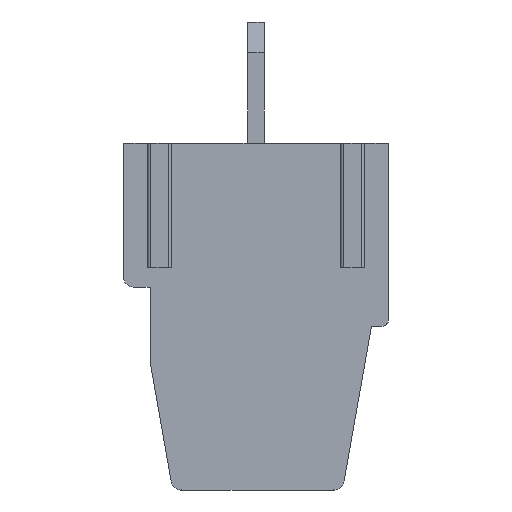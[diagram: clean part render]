
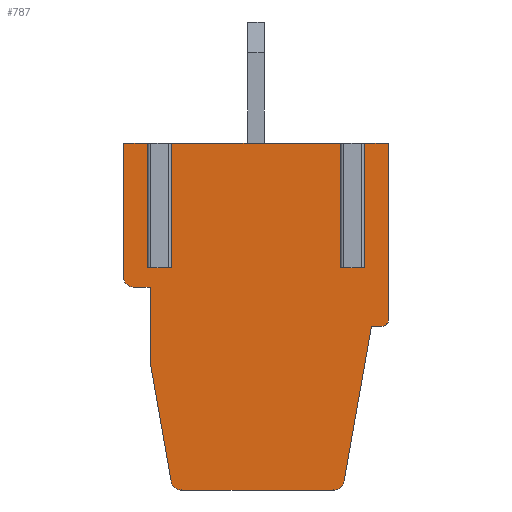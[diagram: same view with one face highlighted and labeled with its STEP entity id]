
A CAD part, front view. The second image highlights one B-rep face of the part: STEP entity #787.
In plain terms, the highlighted planar face has unit normal (0, -1, 0).
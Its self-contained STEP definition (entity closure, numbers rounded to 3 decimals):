
#787 = ADVANCED_FACE( '', ( #1925 ), #1926, .F. );
#1925 = FACE_OUTER_BOUND( '', #3453, .T. );
#1926 = PLANE( '', #3454 );
#3453 = EDGE_LOOP( '', ( #5871, #5872, #5873, #5874, #5875, #5876, #5877, #5878, #5879, #5880, #5881, #5882, #5883, #5884, #5885, #5886, #5887, #5888, #5889, #5890, #5891 ) );
#3454 = AXIS2_PLACEMENT_3D( '', #5892, #5893, #5894 );
#5871 = ORIENTED_EDGE( '', *, *, #9989, .T. );
#5872 = ORIENTED_EDGE( '', *, *, #9990, .T. );
#5873 = ORIENTED_EDGE( '', *, *, #9941, .F. );
#5874 = ORIENTED_EDGE( '', *, *, #9991, .T. );
#5875 = ORIENTED_EDGE( '', *, *, #9992, .T. );
#5876 = ORIENTED_EDGE( '', *, *, #9454, .T. );
#5877 = ORIENTED_EDGE( '', *, *, #9993, .F. );
#5878 = ORIENTED_EDGE( '', *, *, #9878, .T. );
#5879 = ORIENTED_EDGE( '', *, *, #9994, .T. );
#5880 = ORIENTED_EDGE( '', *, *, #9498, .T. );
#5881 = ORIENTED_EDGE( '', *, *, #9995, .T. );
#5882 = ORIENTED_EDGE( '', *, *, #9996, .F. );
#5883 = ORIENTED_EDGE( '', *, *, #9997, .F. );
#5884 = ORIENTED_EDGE( '', *, *, #9998, .F. );
#5885 = ORIENTED_EDGE( '', *, *, #9331, .T. );
#5886 = ORIENTED_EDGE( '', *, *, #9999, .T. );
#5887 = ORIENTED_EDGE( '', *, *, #10000, .T. );
#5888 = ORIENTED_EDGE( '', *, *, #10001, .F. );
#5889 = ORIENTED_EDGE( '', *, *, #10002, .F. );
#5890 = ORIENTED_EDGE( '', *, *, #10003, .T. );
#5891 = ORIENTED_EDGE( '', *, *, #10004, .T. );
#5892 = CARTESIAN_POINT( '', ( 0.298, -45., -4.395 ) );
#5893 = DIRECTION( '', ( 0., 1., 0. ) );
#5894 = DIRECTION( '', ( -1., 0., 0. ) );
#9331 = EDGE_CURVE( '', #11260, #11257, #11261, .F. );
#9454 = EDGE_CURVE( '', #11469, #11471, #11473, .T. );
#9498 = EDGE_CURVE( '', #11557, #11555, #11558, .T. );
#9878 = EDGE_CURVE( '', #12202, #12200, #12203, .F. );
#9941 = EDGE_CURVE( '', #12303, #12305, #12306, .T. );
#9989 = EDGE_CURVE( '', #12379, #12380, #12381, .T. );
#9990 = EDGE_CURVE( '', #12380, #12305, #12382, .T. );
#9991 = EDGE_CURVE( '', #12303, #12383, #12384, .F. );
#9992 = EDGE_CURVE( '', #12383, #11469, #12385, .T. );
#9993 = EDGE_CURVE( '', #12202, #11471, #12386, .T. );
#9994 = EDGE_CURVE( '', #12200, #11557, #12387, .T. );
#9995 = EDGE_CURVE( '', #11555, #12388, #12389, .F. );
#9996 = EDGE_CURVE( '', #12390, #12388, #12391, .T. );
#9997 = EDGE_CURVE( '', #12392, #12390, #12393, .T. );
#9998 = EDGE_CURVE( '', #11260, #12392, #12394, .T. );
#9999 = EDGE_CURVE( '', #11257, #12395, #12396, .T. );
#10000 = EDGE_CURVE( '', #12395, #12397, #12398, .F. );
#10001 = EDGE_CURVE( '', #12399, #12397, #12400, .T. );
#10002 = EDGE_CURVE( '', #12401, #12399, #12402, .T. );
#10003 = EDGE_CURVE( '', #12401, #12403, #12404, .F. );
#10004 = EDGE_CURVE( '', #12403, #12379, #12405, .T. );
#11257 = VERTEX_POINT( '', #14092 );
#11260 = VERTEX_POINT( '', #14096 );
#11261 = CIRCLE( '', #14097, 0.298 );
#11469 = VERTEX_POINT( '', #14405 );
#11471 = VERTEX_POINT( '', #14407 );
#11473 = LINE( '', #14409, #14410 );
#11555 = VERTEX_POINT( '', #14533 );
#11557 = VERTEX_POINT( '', #14536 );
#11558 = LINE( '', #14537, #14538 );
#12200 = VERTEX_POINT( '', #15501 );
#12202 = VERTEX_POINT( '', #15503 );
#12203 = LINE( '', #15504, #15505 );
#12303 = VERTEX_POINT( '', #15651 );
#12305 = VERTEX_POINT( '', #15653 );
#12306 = LINE( '', #15654, #15655 );
#12379 = VERTEX_POINT( '', #15770 );
#12380 = VERTEX_POINT( '', #15771 );
#12381 = LINE( '', #15772, #15773 );
#12382 = LINE( '', #15774, #15775 );
#12383 = VERTEX_POINT( '', #15776 );
#12384 = LINE( '', #15777, #15778 );
#12385 = LINE( '', #15779, #15780 );
#12386 = LINE( '', #15781, #15782 );
#12387 = LINE( '', #15783, #15784 );
#12388 = VERTEX_POINT( '', #15785 );
#12389 = CIRCLE( '', #15786, 0.298 );
#12390 = VERTEX_POINT( '', #15787 );
#12391 = LINE( '', #15788, #15789 );
#12392 = VERTEX_POINT( '', #15790 );
#12393 = LINE( '', #15791, #15792 );
#12394 = LINE( '', #15793, #15794 );
#12395 = VERTEX_POINT( '', #15795 );
#12396 = LINE( '', #15796, #15797 );
#12397 = VERTEX_POINT( '', #15798 );
#12398 = CIRCLE( '', #15799, 0.298 );
#12399 = VERTEX_POINT( '', #15800 );
#12400 = LINE( '', #15801, #15802 );
#12401 = VERTEX_POINT( '', #15803 );
#12402 = LINE( '', #15804, #15805 );
#12403 = VERTEX_POINT( '', #15806 );
#12404 = CIRCLE( '', #15807, 0.198 );
#12405 = LINE( '', #15808, #15809 );
#14092 = CARTESIAN_POINT( '', ( 1.748, -45., -10.6 ) );
#14096 = CARTESIAN_POINT( '', ( 1.451, -45., -10.317 ) );
#14097 = AXIS2_PLACEMENT_3D( '', #17905, #17906, #17907 );
#14405 = CARTESIAN_POINT( '', ( 1.47, -45., 0. ) );
#14407 = CARTESIAN_POINT( '', ( 1.47, -45., -3.8 ) );
#14409 = CARTESIAN_POINT( '', ( 1.47, -45., 0. ) );
#14410 = VECTOR( '', #18015, 1000. );
#14533 = CARTESIAN_POINT( '', ( 0., -45., -4.098 ) );
#14536 = CARTESIAN_POINT( '', ( 0., -45., 0. ) );
#14537 = CARTESIAN_POINT( '', ( 0., -45., 0. ) );
#14538 = VECTOR( '', #18058, 1000. );
#15501 = CARTESIAN_POINT( '', ( 0.73, -45., 0. ) );
#15503 = CARTESIAN_POINT( '', ( 0.73, -45., -3.8 ) );
#15504 = CARTESIAN_POINT( '', ( 0.73, -45., 0. ) );
#15505 = VECTOR( '', #18401, 1000. );
#15651 = CARTESIAN_POINT( '', ( 6.63, -45., -3.8 ) );
#15653 = CARTESIAN_POINT( '', ( 7.37, -45., -3.8 ) );
#15654 = CARTESIAN_POINT( '', ( 6.68, -45., -3.8 ) );
#15655 = VECTOR( '', #18462, 1000. );
#15770 = CARTESIAN_POINT( '', ( 8.096, -45., 0. ) );
#15771 = CARTESIAN_POINT( '', ( 7.37, -45., 0. ) );
#15772 = CARTESIAN_POINT( '', ( 3.497, -45., 0. ) );
#15773 = VECTOR( '', #18502, 1000. );
#15774 = CARTESIAN_POINT( '', ( 7.37, -45., 0. ) );
#15775 = VECTOR( '', #18503, 1000. );
#15776 = CARTESIAN_POINT( '', ( 6.63, -45., 0. ) );
#15777 = CARTESIAN_POINT( '', ( 6.63, -45., 0. ) );
#15778 = VECTOR( '', #18504, 1000. );
#15779 = CARTESIAN_POINT( '', ( 3.497, -45., 0. ) );
#15780 = VECTOR( '', #18505, 1000. );
#15781 = CARTESIAN_POINT( '', ( 0.78, -45., -3.8 ) );
#15782 = VECTOR( '', #18506, 1000. );
#15783 = CARTESIAN_POINT( '', ( 3.497, -45., 0. ) );
#15784 = VECTOR( '', #18507, 1000. );
#15785 = CARTESIAN_POINT( '', ( 0.298, -45., -4.395 ) );
#15786 = AXIS2_PLACEMENT_3D( '', #18508, #18509, #18510 );
#15787 = CARTESIAN_POINT( '', ( 0.814, -45., -4.395 ) );
#15788 = CARTESIAN_POINT( '', ( 0.814, -45., -4.395 ) );
#15789 = VECTOR( '', #18511, 1000. );
#15790 = CARTESIAN_POINT( '', ( 0.814, -45., -6.704 ) );
#15791 = CARTESIAN_POINT( '', ( 0.814, -45., -6.704 ) );
#15792 = VECTOR( '', #18512, 1000. );
#15793 = CARTESIAN_POINT( '', ( 1.498, -45., -10.587 ) );
#15794 = VECTOR( '', #18513, 1000. );
#15795 = CARTESIAN_POINT( '', ( 6.448, -45., -10.6 ) );
#15796 = CARTESIAN_POINT( '', ( 4.098, -45., -10.6 ) );
#15797 = VECTOR( '', #18514, 1000. );
#15798 = CARTESIAN_POINT( '', ( 6.745, -45., -10.317 ) );
#15799 = AXIS2_PLACEMENT_3D( '', #18515, #18516, #18517 );
#15800 = CARTESIAN_POINT( '', ( 7.577, -45., -5.596 ) );
#15801 = CARTESIAN_POINT( '', ( 7.577, -45., -5.596 ) );
#15802 = VECTOR( '', #18518, 1000. );
#15803 = CARTESIAN_POINT( '', ( 7.898, -45., -5.596 ) );
#15804 = CARTESIAN_POINT( '', ( 8.096, -45., -5.596 ) );
#15805 = VECTOR( '', #18519, 1000. );
#15806 = CARTESIAN_POINT( '', ( 8.096, -45., -5.398 ) );
#15807 = AXIS2_PLACEMENT_3D( '', #18520, #18521, #18522 );
#15808 = CARTESIAN_POINT( '', ( 8.096, -45., 0. ) );
#15809 = VECTOR( '', #18523, 1000. );
#17905 = CARTESIAN_POINT( '', ( 1.748, -45., -10.302 ) );
#17906 = DIRECTION( '', ( 0., 1., 0. ) );
#17907 = DIRECTION( '', ( 0., 0., 1. ) );
#18015 = DIRECTION( '', ( 0., 0., -1. ) );
#18058 = DIRECTION( '', ( 0., 0., -1. ) );
#18401 = DIRECTION( '', ( 0., 0., -1. ) );
#18462 = DIRECTION( '', ( 1., 0., 0. ) );
#18502 = DIRECTION( '', ( -1., 0., 0. ) );
#18503 = DIRECTION( '', ( 0., 0., -1. ) );
#18504 = DIRECTION( '', ( 0., 0., -1. ) );
#18505 = DIRECTION( '', ( -1., 0., 0. ) );
#18506 = DIRECTION( '', ( 1., 0., 0. ) );
#18507 = DIRECTION( '', ( -1., 0., 0. ) );
#18508 = CARTESIAN_POINT( '', ( 0.298, -45., -4.098 ) );
#18509 = DIRECTION( '', ( 0., 1., 0. ) );
#18510 = DIRECTION( '', ( 0., 0., 1. ) );
#18511 = DIRECTION( '', ( -1., 0., 0. ) );
#18512 = DIRECTION( '', ( 0., 0., 1. ) );
#18513 = DIRECTION( '', ( -0.174, 0., 0.985 ) );
#18514 = DIRECTION( '', ( 1., 0., 0. ) );
#18515 = CARTESIAN_POINT( '', ( 6.448, -45., -10.302 ) );
#18516 = DIRECTION( '', ( 0., 1., 0. ) );
#18517 = DIRECTION( '', ( 0., 0., 1. ) );
#18518 = DIRECTION( '', ( -0.174, 0., -0.985 ) );
#18519 = DIRECTION( '', ( -1., 0., 0. ) );
#18520 = CARTESIAN_POINT( '', ( 7.898, -45., -5.398 ) );
#18521 = DIRECTION( '', ( 0., 1., 0. ) );
#18522 = DIRECTION( '', ( 0., 0., 1. ) );
#18523 = DIRECTION( '', ( 0., 0., 1. ) );
